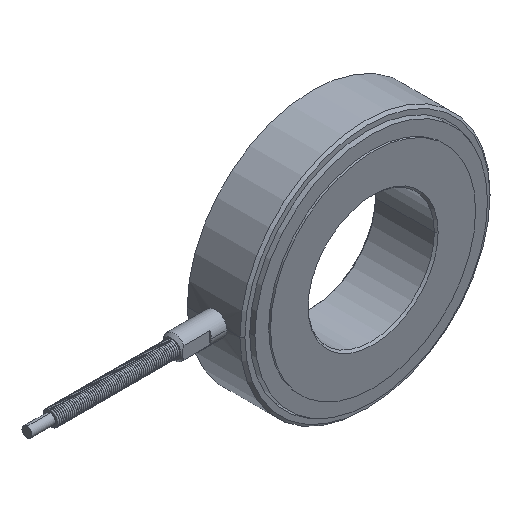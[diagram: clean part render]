
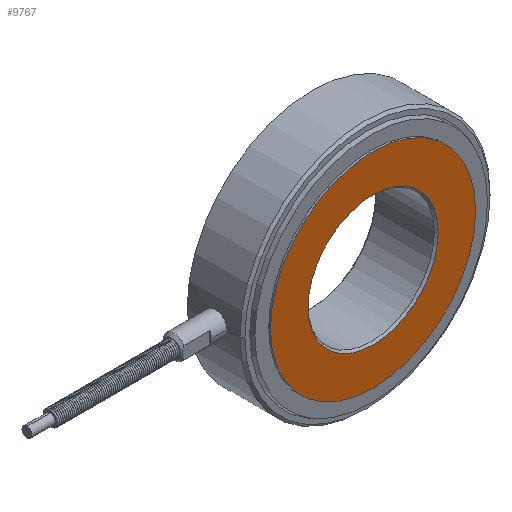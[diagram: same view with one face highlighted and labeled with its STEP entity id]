
A CAD part, isometric view. The second image highlights one B-rep face of the part: STEP entity #9767.
In plain terms, the highlighted planar face has unit normal (0, -1, 0).
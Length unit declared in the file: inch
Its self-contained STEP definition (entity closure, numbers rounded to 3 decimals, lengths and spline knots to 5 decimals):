
#9501=CARTESIAN_POINT('',(0.,-0.26,3.265));
#9502=VERTEX_POINT('',#9501);
#9518=CARTESIAN_POINT('',(0.,-0.26,1.625));
#9519=VERTEX_POINT('',#9518);
#9526=CARTESIAN_POINT('',(0.,-0.26,2.445));
#9527=DIRECTION('',(0.0,1.0,0.0));
#9528=DIRECTION('',(0.0,0.0,1.0));
#9529=AXIS2_PLACEMENT_3D('',#9526,#9527,#9528);
#9530=CIRCLE('',#9529,0.82);
#9531=EDGE_CURVE('',#9519,#9502,#9530,.T.);
#9541=CARTESIAN_POINT('',(0.,-0.26,1.925));
#9542=VERTEX_POINT('',#9541);
#9551=CARTESIAN_POINT('',(0.,-0.26,2.965));
#9552=VERTEX_POINT('',#9551);
#9553=CARTESIAN_POINT('',(0.,-0.26,2.445));
#9554=DIRECTION('',(0.0,-1.0,0.0));
#9555=DIRECTION('',(0.0,0.0,-1.0));
#9556=AXIS2_PLACEMENT_3D('',#9553,#9554,#9555);
#9557=CIRCLE('',#9556,0.52);
#9558=EDGE_CURVE('',#9542,#9552,#9557,.T.);
#9738=CARTESIAN_POINT('',(0.,-0.26,2.445));
#9739=DIRECTION('',(0.0,-1.0,0.0));
#9740=DIRECTION('',(0.0,0.0,-1.0));
#9741=AXIS2_PLACEMENT_3D('',#9738,#9739,#9740);
#9742=CIRCLE('',#9741,0.52);
#9743=EDGE_CURVE('',#9552,#9542,#9742,.T.);
#9748=CARTESIAN_POINT('',(0.,-0.26,2.6855));
#9749=DIRECTION('',(0.0,-1.0,0.0));
#9750=DIRECTION('',(0.0,0.0,1.0));
#9751=AXIS2_PLACEMENT_3D('',#9748,#9749,#9750);
#9752=PLANE('',#9751);
#9753=CARTESIAN_POINT('',(0.,-0.26,2.445));
#9754=DIRECTION('',(0.0,1.0,0.0));
#9755=DIRECTION('',(0.0,0.0,1.0));
#9756=AXIS2_PLACEMENT_3D('',#9753,#9754,#9755);
#9757=CIRCLE('',#9756,0.82);
#9758=EDGE_CURVE('',#9502,#9519,#9757,.T.);
#9759=ORIENTED_EDGE('',*,*,#9758,.F.);
#9760=ORIENTED_EDGE('',*,*,#9531,.F.);
#9761=EDGE_LOOP('',(#9759,#9760));
#9762=FACE_OUTER_BOUND('',#9761,.T.);
#9763=ORIENTED_EDGE('',*,*,#9743,.F.);
#9764=ORIENTED_EDGE('',*,*,#9558,.F.);
#9765=EDGE_LOOP('',(#9763,#9764));
#9766=FACE_BOUND('',#9765,.T.);
#9767=ADVANCED_FACE('',(#9762,#9766),#9752,.T.);
